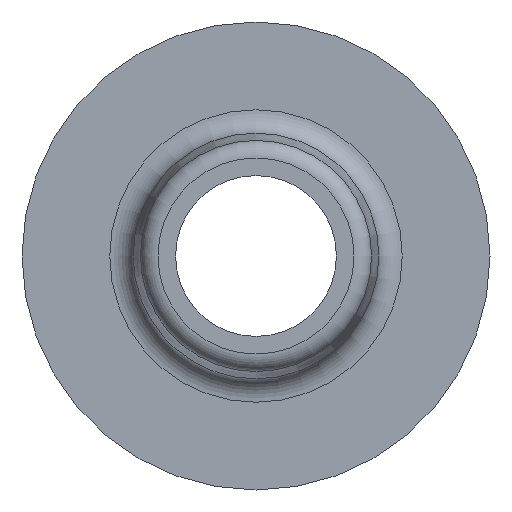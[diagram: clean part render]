
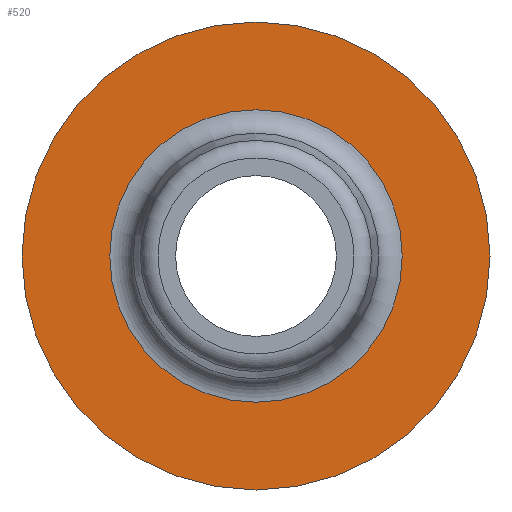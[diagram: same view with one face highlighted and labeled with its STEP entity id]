
A CAD part, front view. The second image highlights one B-rep face of the part: STEP entity #520.
In plain terms, the highlighted planar face has unit normal (0, -1, 0).
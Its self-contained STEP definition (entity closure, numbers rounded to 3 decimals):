
#58=ORIENTED_EDGE('',*,*,#158,.F.);
#59=ORIENTED_EDGE('',*,*,#159,.T.);
#158=EDGE_CURVE('',#208,#208,#258,.T.);
#159=EDGE_CURVE('',#209,#209,#259,.T.);
#208=VERTEX_POINT('',#888);
#209=VERTEX_POINT('',#890);
#258=CIRCLE('',#584,5.);
#259=CIRCLE('',#585,8.);
#308=EDGE_LOOP('',(#58));
#309=EDGE_LOOP('',(#59));
#408=FACE_BOUND('',#308,.T.);
#409=FACE_BOUND('',#309,.T.);
#508=PLANE('',#583);
#520=ADVANCED_FACE('',(#408,#409),#508,.F.);
#583=AXIS2_PLACEMENT_3D('',#886,#685,#686);
#584=AXIS2_PLACEMENT_3D('',#887,#687,#688);
#585=AXIS2_PLACEMENT_3D('',#889,#689,#690);
#685=DIRECTION('',(0.,1.,0.));
#686=DIRECTION('',(0.,0.,1.));
#687=DIRECTION('',(0.,-1.,0.));
#688=DIRECTION('',(0.,0.,-1.));
#689=DIRECTION('',(0.,-1.,0.));
#690=DIRECTION('',(0.,0.,-1.));
#886=CARTESIAN_POINT('',(0.,-12.5,5.));
#887=CARTESIAN_POINT('',(0.,-12.5,0.));
#888=CARTESIAN_POINT('',(0.,-12.5,-5.));
#889=CARTESIAN_POINT('',(0.,-12.5,0.));
#890=CARTESIAN_POINT('',(0.,-12.5,-8.));
